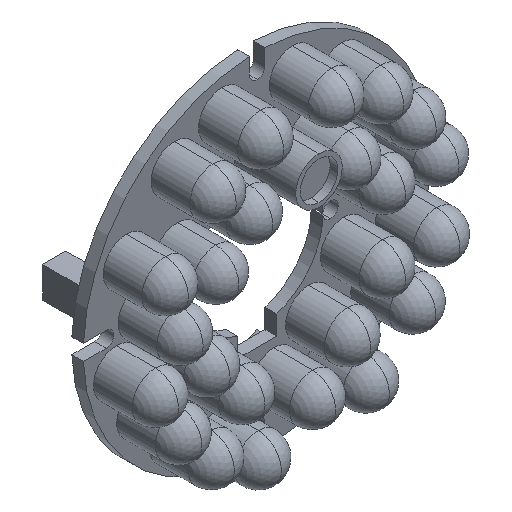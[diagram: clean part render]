
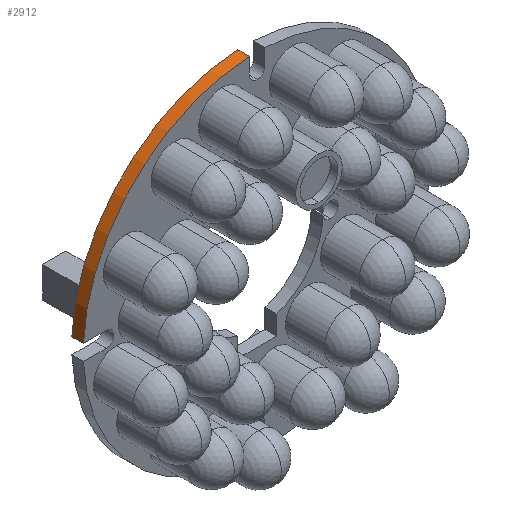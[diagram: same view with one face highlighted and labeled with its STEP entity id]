
A CAD part, isometric view. The second image highlights one B-rep face of the part: STEP entity #2912.
In plain terms, the highlighted cylindrical face has radius 22.5 mm (diameter 45 mm), a partial arc.
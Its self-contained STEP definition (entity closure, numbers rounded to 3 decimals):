
#21 = CARTESIAN_POINT ( 'NONE',  ( 0., 0., 0. ) ) ;
#513 = AXIS2_PLACEMENT_3D ( 'NONE', #3891, #537, #1914 ) ;
#537 = DIRECTION ( 'NONE',  ( 0., -1., 0. ) ) ;
#587 = CARTESIAN_POINT ( 'NONE',  ( -1., 0., 22.478 ) ) ;
#696 = CARTESIAN_POINT ( 'NONE',  ( -22.475, 10., 1.054 ) ) ;
#935 = VECTOR ( 'NONE', #4272, 1000. ) ;
#1319 = CARTESIAN_POINT ( 'NONE',  ( -1., 10., 22.478 ) ) ;
#1350 = DIRECTION ( 'NONE',  ( 0., 0., 1. ) ) ;
#1471 = VERTEX_POINT ( 'NONE', #4029 ) ;
#1669 = DIRECTION ( 'NONE',  ( 0., -1., 0. ) ) ;
#1674 = DIRECTION ( 'NONE',  ( 0., 1., 0. ) ) ;
#1717 = DIRECTION ( 'NONE',  ( 0., 0., 1. ) ) ;
#1784 = VERTEX_POINT ( 'NONE', #2194 ) ;
#1808 = EDGE_CURVE ( 'NONE', #1471, #3657, #2340, .T. ) ;
#1898 = VECTOR ( 'NONE', #1669, 1000. ) ;
#1914 = DIRECTION ( 'NONE',  ( 0., 0., -1. ) ) ;
#2194 = CARTESIAN_POINT ( 'NONE',  ( -22.475, 1.5, 1.054 ) ) ;
#2340 = CIRCLE ( 'NONE', #4083, 22.5 ) ;
#2448 = EDGE_CURVE ( 'NONE', #1784, #3235, #3868, .T. ) ;
#2523 = ORIENTED_EDGE ( 'NONE', *, *, #1808, .T. ) ;
#2537 = EDGE_LOOP ( 'NONE', ( #2842, #3985, #2523, #2734 ) ) ;
#2734 = ORIENTED_EDGE ( 'NONE', *, *, #4110, .F. ) ;
#2842 = ORIENTED_EDGE ( 'NONE', *, *, #2448, .F. ) ;
#2912 = ADVANCED_FACE ( 'NONE', ( #4245 ), #3871, .T. ) ;
#3007 = LINE ( 'NONE', #1319, #935 ) ;
#3141 = CARTESIAN_POINT ( 'NONE',  ( 0., 1.5, 0. ) ) ;
#3191 = CARTESIAN_POINT ( 'NONE',  ( -1., 1.5, 22.478 ) ) ;
#3235 = VERTEX_POINT ( 'NONE', #3191 ) ;
#3322 = LINE ( 'NONE', #696, #1898 ) ;
#3344 = DIRECTION ( 'NONE',  ( 0., 1., 0. ) ) ;
#3657 = VERTEX_POINT ( 'NONE', #587 ) ;
#3797 = EDGE_CURVE ( 'NONE', #1784, #1471, #3322, .T. ) ;
#3868 = CIRCLE ( 'NONE', #4220, 22.5 ) ;
#3871 = CYLINDRICAL_SURFACE ( 'NONE', #513, 22.5 ) ;
#3891 = CARTESIAN_POINT ( 'NONE',  ( 0., 1.5, 0. ) ) ;
#3985 = ORIENTED_EDGE ( 'NONE', *, *, #3797, .T. ) ;
#4029 = CARTESIAN_POINT ( 'NONE',  ( -22.475, 0., 1.054 ) ) ;
#4083 = AXIS2_PLACEMENT_3D ( 'NONE', #21, #1674, #1350 ) ;
#4110 = EDGE_CURVE ( 'NONE', #3235, #3657, #3007, .T. ) ;
#4220 = AXIS2_PLACEMENT_3D ( 'NONE', #3141, #3344, #1717 ) ;
#4245 = FACE_OUTER_BOUND ( 'NONE', #2537, .T. ) ;
#4272 = DIRECTION ( 'NONE',  ( 0., -1., 0. ) ) ;
